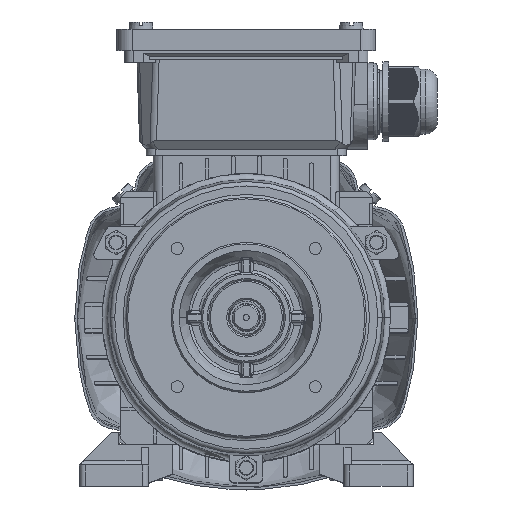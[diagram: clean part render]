
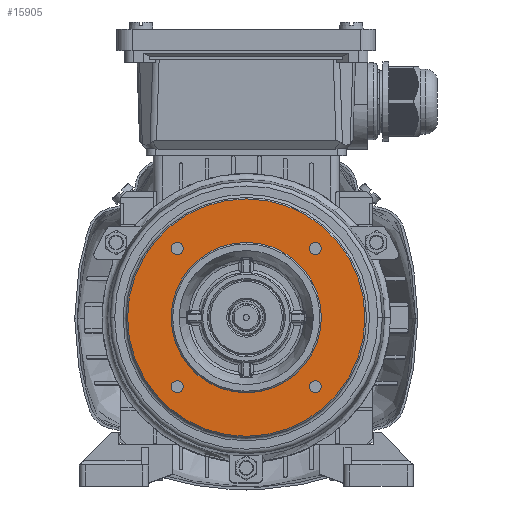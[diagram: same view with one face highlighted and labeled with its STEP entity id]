
A CAD part, top view. The second image highlights one B-rep face of the part: STEP entity #15905.
In plain terms, the highlighted planar face has unit normal (0, 0, 1).
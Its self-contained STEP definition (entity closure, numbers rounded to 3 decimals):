
#1403=PLANE('',#65913);
#3126=FACE_BOUND('',#22977,.T.);
#3127=FACE_BOUND('',#22978,.T.);
#3128=FACE_BOUND('',#22979,.T.);
#3129=FACE_BOUND('',#22980,.T.);
#3130=FACE_BOUND('',#22981,.T.);
#3131=FACE_BOUND('',#22982,.T.);
#15905=ADVANCED_FACE('',(#3126,#3127,#3128,#3129,#3130,#3131),#1403,.T.);
#22977=EDGE_LOOP('',(#34205));
#22978=EDGE_LOOP('',(#34206,#34207));
#22979=EDGE_LOOP('',(#34208,#34209));
#22980=EDGE_LOOP('',(#34210,#34211));
#22981=EDGE_LOOP('',(#34212,#34213));
#22982=EDGE_LOOP('',(#34214));
#26798=CIRCLE('',#65903,39.5);
#26799=CIRCLE('',#65904,2.);
#26800=CIRCLE('',#65905,2.);
#26801=CIRCLE('',#65906,2.);
#26802=CIRCLE('',#65907,2.);
#26803=CIRCLE('',#65908,2.);
#26804=CIRCLE('',#65909,2.);
#26805=CIRCLE('',#65910,2.);
#26806=CIRCLE('',#65911,2.);
#26807=CIRCLE('',#65912,25.);
#34205=ORIENTED_EDGE('',*,*,#55907,.T.);
#34206=ORIENTED_EDGE('',*,*,#55908,.T.);
#34207=ORIENTED_EDGE('',*,*,#55909,.T.);
#34208=ORIENTED_EDGE('',*,*,#55910,.T.);
#34209=ORIENTED_EDGE('',*,*,#55911,.T.);
#34210=ORIENTED_EDGE('',*,*,#55912,.T.);
#34211=ORIENTED_EDGE('',*,*,#55913,.T.);
#34212=ORIENTED_EDGE('',*,*,#55914,.T.);
#34213=ORIENTED_EDGE('',*,*,#55915,.T.);
#34214=ORIENTED_EDGE('',*,*,#55916,.F.);
#48831=VERTEX_POINT('',#95920);
#48832=VERTEX_POINT('',#95922);
#48833=VERTEX_POINT('',#95923);
#48834=VERTEX_POINT('',#95926);
#48835=VERTEX_POINT('',#95927);
#48836=VERTEX_POINT('',#95930);
#48837=VERTEX_POINT('',#95931);
#48838=VERTEX_POINT('',#95934);
#48839=VERTEX_POINT('',#95935);
#48840=VERTEX_POINT('',#95938);
#55907=EDGE_CURVE('',#48831,#48831,#26798,.T.);
#55908=EDGE_CURVE('',#48832,#48833,#26799,.T.);
#55909=EDGE_CURVE('',#48833,#48832,#26800,.T.);
#55910=EDGE_CURVE('',#48834,#48835,#26801,.T.);
#55911=EDGE_CURVE('',#48835,#48834,#26802,.T.);
#55912=EDGE_CURVE('',#48836,#48837,#26803,.T.);
#55913=EDGE_CURVE('',#48837,#48836,#26804,.T.);
#55914=EDGE_CURVE('',#48838,#48839,#26805,.T.);
#55915=EDGE_CURVE('',#48839,#48838,#26806,.T.);
#55916=EDGE_CURVE('',#48840,#48840,#26807,.T.);
#65903=AXIS2_PLACEMENT_3D('',#95919,#75638,#75639);
#65904=AXIS2_PLACEMENT_3D('',#95921,#75640,#75641);
#65905=AXIS2_PLACEMENT_3D('',#95924,#75642,#75643);
#65906=AXIS2_PLACEMENT_3D('',#95925,#75644,#75645);
#65907=AXIS2_PLACEMENT_3D('',#95928,#75646,#75647);
#65908=AXIS2_PLACEMENT_3D('',#95929,#75648,#75649);
#65909=AXIS2_PLACEMENT_3D('',#95932,#75650,#75651);
#65910=AXIS2_PLACEMENT_3D('',#95933,#75652,#75653);
#65911=AXIS2_PLACEMENT_3D('',#95936,#75654,#75655);
#65912=AXIS2_PLACEMENT_3D('',#95937,#75656,#75657);
#65913=AXIS2_PLACEMENT_3D('',#95939,#75658,#75659);
#75638=DIRECTION('',(0.,0.,1.));
#75639=DIRECTION('',(1.,0.,0.));
#75640=DIRECTION('',(0.,0.,-1.));
#75641=DIRECTION('',(1.,0.,0.));
#75642=DIRECTION('',(0.,0.,-1.));
#75643=DIRECTION('',(1.,0.,0.));
#75644=DIRECTION('',(0.,0.,-1.));
#75645=DIRECTION('',(1.,0.,0.));
#75646=DIRECTION('',(0.,0.,-1.));
#75647=DIRECTION('',(1.,0.,0.));
#75648=DIRECTION('',(0.,0.,-1.));
#75649=DIRECTION('',(1.,0.,0.));
#75650=DIRECTION('',(0.,0.,-1.));
#75651=DIRECTION('',(1.,0.,0.));
#75652=DIRECTION('',(0.,0.,-1.));
#75653=DIRECTION('',(1.,0.,0.));
#75654=DIRECTION('',(0.,0.,-1.));
#75655=DIRECTION('',(1.,0.,0.));
#75656=DIRECTION('',(0.,0.,1.));
#75657=DIRECTION('',(1.,0.,0.));
#75658=DIRECTION('',(0.,0.,1.));
#75659=DIRECTION('',(-1.,0.,0.));
#95919=CARTESIAN_POINT('',(3.419,-1.496,71.5));
#95920=CARTESIAN_POINT('',(42.919,-1.496,71.5));
#95921=CARTESIAN_POINT('',(-19.562,-24.477,71.5));
#95922=CARTESIAN_POINT('',(-17.562,-24.477,71.5));
#95923=CARTESIAN_POINT('',(-21.562,-24.477,71.5));
#95924=CARTESIAN_POINT('',(-19.562,-24.477,71.5));
#95925=CARTESIAN_POINT('',(-19.562,21.485,71.5));
#95926=CARTESIAN_POINT('',(-17.562,21.485,71.5));
#95927=CARTESIAN_POINT('',(-21.562,21.485,71.5));
#95928=CARTESIAN_POINT('',(-19.562,21.485,71.5));
#95929=CARTESIAN_POINT('',(26.4,21.485,71.5));
#95930=CARTESIAN_POINT('',(28.4,21.485,71.5));
#95931=CARTESIAN_POINT('',(24.4,21.485,71.5));
#95932=CARTESIAN_POINT('',(26.4,21.485,71.5));
#95933=CARTESIAN_POINT('',(26.4,-24.477,71.5));
#95934=CARTESIAN_POINT('',(28.4,-24.477,71.5));
#95935=CARTESIAN_POINT('',(24.4,-24.477,71.5));
#95936=CARTESIAN_POINT('',(26.4,-24.477,71.5));
#95937=CARTESIAN_POINT('',(3.419,-1.496,71.5));
#95938=CARTESIAN_POINT('',(28.419,-1.496,71.5));
#95939=CARTESIAN_POINT('',(3.419,-16.903,71.5));
